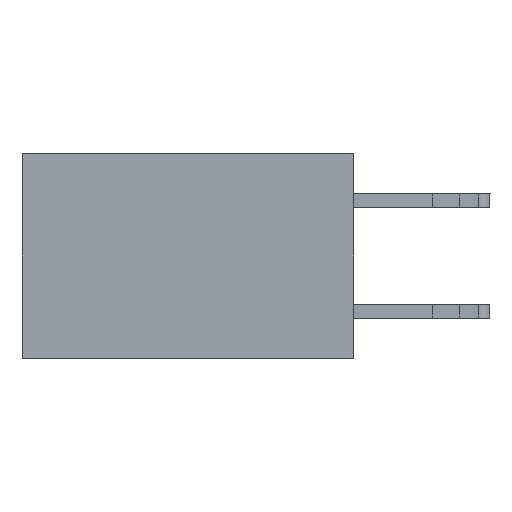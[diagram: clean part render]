
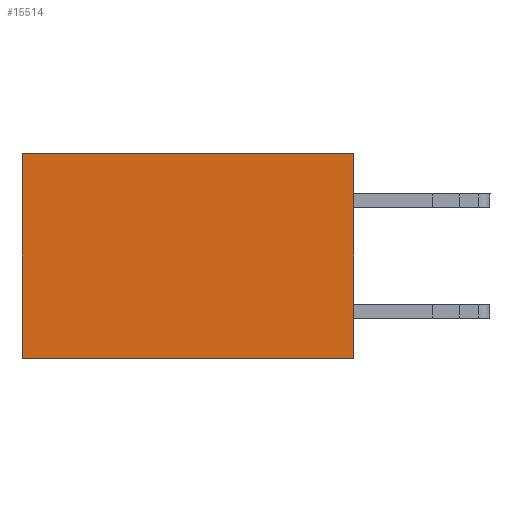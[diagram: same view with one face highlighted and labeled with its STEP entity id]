
A CAD part, left-side view. The second image highlights one B-rep face of the part: STEP entity #15514.
In plain terms, the highlighted planar face has unit normal (-1, 0, 0).
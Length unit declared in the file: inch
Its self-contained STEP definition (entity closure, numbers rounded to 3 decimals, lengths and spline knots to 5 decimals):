
#322 = DIRECTION ( 'NONE',  ( 0., 0., -1. ) ) ;
#567 = CARTESIAN_POINT ( 'NONE',  ( 0.2875, 0.6, 0. ) ) ;
#934 = LINE ( 'NONE', #10220, #18274 ) ;
#1223 = EDGE_LOOP ( 'NONE', ( #21896, #21073, #18575, #18882 ) ) ;
#1533 = AXIS2_PLACEMENT_3D ( 'NONE', #16171, #18497, #23611 ) ;
#1629 = LINE ( 'NONE', #11173, #4029 ) ;
#3632 = CARTESIAN_POINT ( 'NONE',  ( 0.2875, 0., 0. ) ) ;
#3999 = EDGE_CURVE ( 'NONE', #13956, #5095, #1629, .T. ) ;
#4029 = VECTOR ( 'NONE', #15008, 39.37008 ) ;
#4763 = VECTOR ( 'NONE', #322, 39.37008 ) ;
#5095 = VERTEX_POINT ( 'NONE', #5253 ) ;
#5253 = CARTESIAN_POINT ( 'NONE',  ( 0.2875, 0., -0.37 ) ) ;
#6397 = DIRECTION ( 'NONE',  ( 0., 1., 0. ) ) ;
#7644 = LINE ( 'NONE', #3632, #11946 ) ;
#10220 = CARTESIAN_POINT ( 'NONE',  ( 0.2875, 0., -0.37 ) ) ;
#10608 = CARTESIAN_POINT ( 'NONE',  ( 0.2875, 0., 0. ) ) ;
#10908 = EDGE_CURVE ( 'NONE', #13956, #19510, #7644, .T. ) ;
#11173 = CARTESIAN_POINT ( 'NONE',  ( 0.2875, 0., 0. ) ) ;
#11349 = DIRECTION ( 'NONE',  ( 0., 1., 0. ) ) ;
#11946 = VECTOR ( 'NONE', #11349, 39.37008 ) ;
#12972 = EDGE_CURVE ( 'NONE', #5095, #21677, #934, .T. ) ;
#13956 = VERTEX_POINT ( 'NONE', #10608 ) ;
#14591 = FACE_OUTER_BOUND ( 'NONE', #1223, .T. ) ;
#15008 = DIRECTION ( 'NONE',  ( 0., 0., -1. ) ) ;
#15405 = CARTESIAN_POINT ( 'NONE',  ( 0.2875, 0.6, 0. ) ) ;
#15514 = ADVANCED_FACE ( 'NONE', ( #14591 ), #18627, .F. ) ;
#16171 = CARTESIAN_POINT ( 'NONE',  ( 0.2875, 0., 0. ) ) ;
#17924 = LINE ( 'NONE', #15405, #4763 ) ;
#18274 = VECTOR ( 'NONE', #6397, 39.37008 ) ;
#18497 = DIRECTION ( 'NONE',  ( 1., 0., 0. ) ) ;
#18575 = ORIENTED_EDGE ( 'NONE', *, *, #3999, .F. ) ;
#18627 = PLANE ( 'NONE',  #1533 ) ;
#18882 = ORIENTED_EDGE ( 'NONE', *, *, #10908, .T. ) ;
#19344 = CARTESIAN_POINT ( 'NONE',  ( 0.2875, 0.6, -0.37 ) ) ;
#19510 = VERTEX_POINT ( 'NONE', #567 ) ;
#20794 = EDGE_CURVE ( 'NONE', #19510, #21677, #17924, .T. ) ;
#21073 = ORIENTED_EDGE ( 'NONE', *, *, #12972, .F. ) ;
#21677 = VERTEX_POINT ( 'NONE', #19344 ) ;
#21896 = ORIENTED_EDGE ( 'NONE', *, *, #20794, .T. ) ;
#23611 = DIRECTION ( 'NONE',  ( 0., 0., -1. ) ) ;
